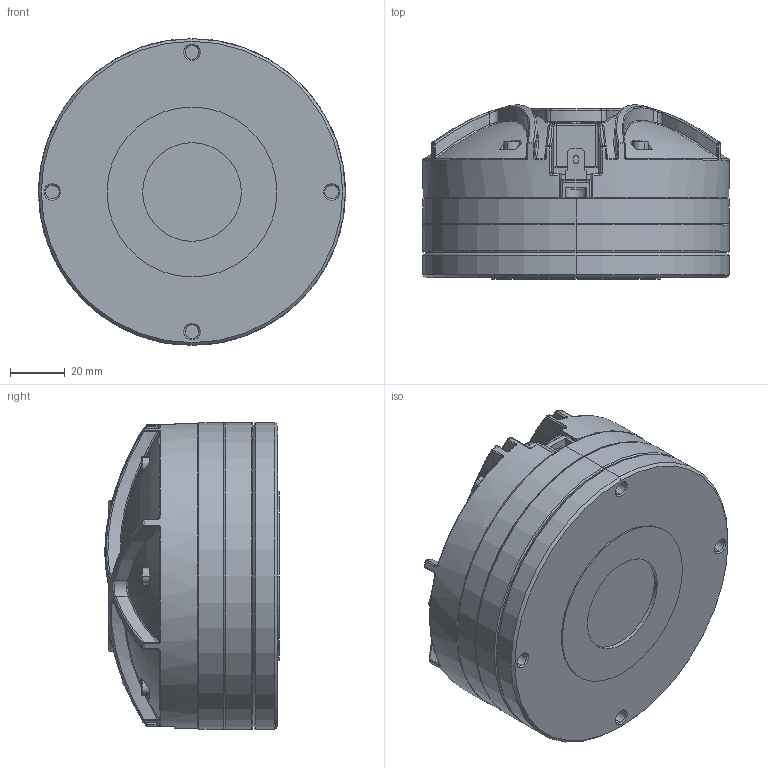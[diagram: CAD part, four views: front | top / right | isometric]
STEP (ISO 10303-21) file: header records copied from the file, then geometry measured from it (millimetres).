
FILE_DESCRIPTION (( 'STEP AP203' ), '1' );
FILE_NAME ('201NTi -316_发客人.STEP', '2021-03-16T06:20:58', ( 'rfc' ), ( '' ), 'SwSTEP 2.0', 'SolidWorks 2020', '' );
FILE_SCHEMA (( 'CONFIG_CONTROL_DESIGN' ));
Products named in the file (1): 201NTi -316_发客人
Bounding box: 112 x 63.58 x 112 mm (x, y, z)
Volume: 435269.8 mm3; surface area: 114960.1 mm2
Topology: 7 solids, 9 shells, 1401 faces, 3593 edges, 2238 vertices
Faces by surface type: cylinder 577, plane 308, bspline 287, torus 100, sphere 92, cone 37
Entity records: 104612 total; most frequent: CARTESIAN_POINT 73192, ORIENTED_EDGE 7108, DIRECTION 6083, EDGE_CURVE 3554, AXIS2_PLACEMENT_3D 2483, VERTEX_POINT 2235, EDGE_LOOP 1497, FACE_OUTER_BOUND 1401
